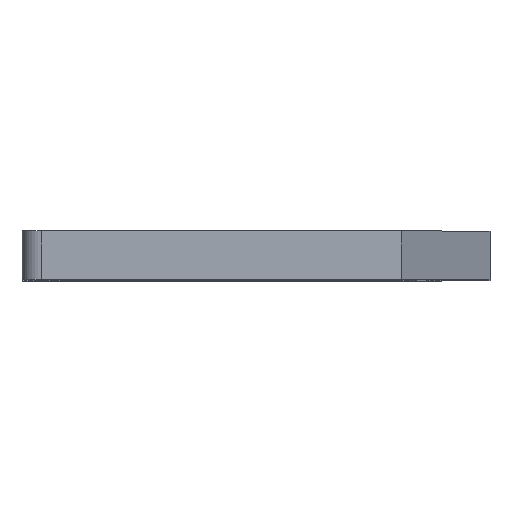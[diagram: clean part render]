
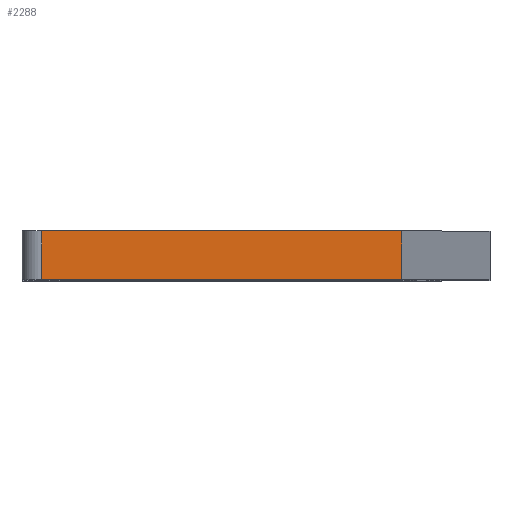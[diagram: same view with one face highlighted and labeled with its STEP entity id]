
A CAD part, top view. The second image highlights one B-rep face of the part: STEP entity #2288.
In plain terms, the highlighted planar face has unit normal (0, 0, 1).
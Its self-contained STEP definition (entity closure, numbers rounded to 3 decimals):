
#334=FACE_OUTER_BOUND('',#468,.T.);
#468=EDGE_LOOP('',(#1990,#1991,#1992,#1993));
#516=LINE('',#3364,#716);
#631=LINE('',#3781,#831);
#672=LINE('',#3918,#872);
#675=LINE('',#3924,#875);
#716=VECTOR('',#2637,10.);
#831=VECTOR('',#3056,10.);
#872=VECTOR('',#3201,10.);
#875=VECTOR('',#3208,10.);
#922=VERTEX_POINT('',#3361);
#923=VERTEX_POINT('',#3363);
#1072=VERTEX_POINT('',#3778);
#1073=VERTEX_POINT('',#3780);
#1152=EDGE_CURVE('',#922,#923,#516,.T.);
#1360=EDGE_CURVE('',#1073,#1072,#631,.T.);
#1431=EDGE_CURVE('',#1073,#922,#672,.T.);
#1434=EDGE_CURVE('',#1072,#923,#675,.T.);
#1990=ORIENTED_EDGE('',*,*,#1431,.F.);
#1991=ORIENTED_EDGE('',*,*,#1360,.T.);
#1992=ORIENTED_EDGE('',*,*,#1434,.T.);
#1993=ORIENTED_EDGE('',*,*,#1152,.F.);
#2189=PLANE('',#2558);
#2288=ADVANCED_FACE('',(#334),#2189,.T.);
#2558=AXIS2_PLACEMENT_3D('',#3923,#3206,#3207);
#2637=DIRECTION('',(1.,0.,0.));
#3056=DIRECTION('',(1.,0.,0.));
#3201=DIRECTION('',(0.,1.,0.));
#3206=DIRECTION('center_axis',(0.,0.,1.));
#3207=DIRECTION('ref_axis',(1.,0.,0.));
#3208=DIRECTION('',(0.,1.,0.));
#3361=CARTESIAN_POINT('',(-4.,5.,47.821));
#3363=CARTESIAN_POINT('',(32.946,5.,47.821));
#3364=CARTESIAN_POINT('',(-6.,5.,47.821));
#3778=CARTESIAN_POINT('',(32.946,0.,47.821));
#3780=CARTESIAN_POINT('',(-4.,0.,47.821));
#3781=CARTESIAN_POINT('',(-6.,0.,47.821));
#3918=CARTESIAN_POINT('',(-4.,0.,47.821));
#3923=CARTESIAN_POINT('Origin',(-6.,0.,47.821));
#3924=CARTESIAN_POINT('',(32.946,0.,47.821));
